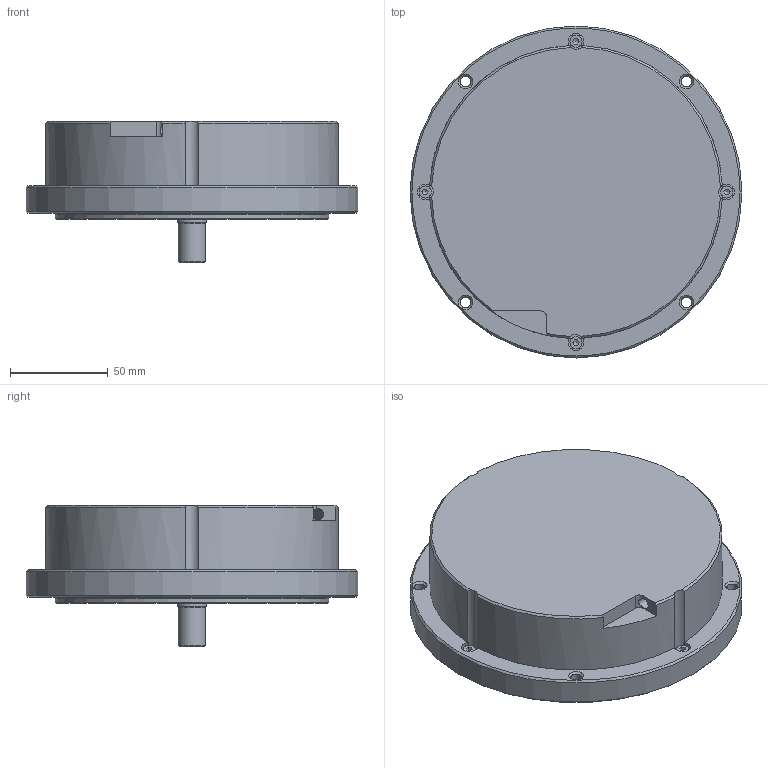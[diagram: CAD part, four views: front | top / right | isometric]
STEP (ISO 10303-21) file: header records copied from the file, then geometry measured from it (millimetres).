
FILE_DESCRIPTION(/* description */ (''),/* implementation_level */ '2;1');
FILE_NAME(/* name */ 'A170P.stp',/* time_stamp */ '2015-03-19T13:44:33+02:00',/* author */ ('EdgarasA'),/* organization */ (''),/* preprocessor_version */ 'ST-DEVELOPER v15.2',/* originating_system */ 'Autodesk Inventor 2014',/* authorisation */ '');
FILE_SCHEMA (('AUTOMOTIVE_DESIGN { 1 0 10303 214 3 1 1 }'));
Length unit declared in the file: millimetre
Products named in the file (1): A170P
Bounding box: 170 x 170 x 72.23 mm (x, y, z)
Surface area: 92973.6 mm2 (no closed solid volume)
Topology: 0 solids, 21 shells, 125 faces, 356 edges, 244 vertices
Faces by surface type: plane 64, cone 33, cylinder 27, torus 1
Full cylindrical faces by diameter (mm): 5.5 x4, 5.8 x1, 6 x4, 6.4 x1, 14 x1, 15 x1, 19 x1, 22 x1, 140 x1, 144 x1, 150 x1, 170 x1
Entity records: 3872 total; most frequent: CARTESIAN_POINT 821, DIRECTION 605, ORIENTED_EDGE 499, EDGE_CURVE 297, AXIS2_PLACEMENT_3D 242, VERTEX_POINT 232, EDGE_LOOP 194, ADVANCED_FACE 125
